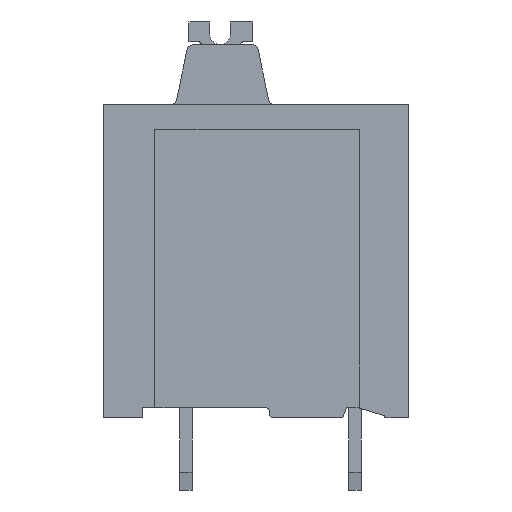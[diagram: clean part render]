
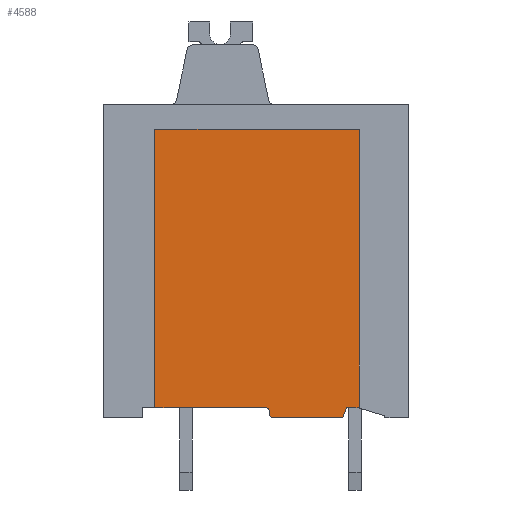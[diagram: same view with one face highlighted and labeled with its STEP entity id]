
A CAD part, left-side view. The second image highlights one B-rep face of the part: STEP entity #4588.
In plain terms, the highlighted planar face has unit normal (-1, 0, 0).
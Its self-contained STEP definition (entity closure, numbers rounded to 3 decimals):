
#774=AXIS2_PLACEMENT_3D('Circle Axis2P3D',#772,#773,$) ;
#817=AXIS2_PLACEMENT_3D('Circle Axis2P3D',#815,#816,$) ;
#4554=AXIS2_PLACEMENT_3D('Plane Axis2P3D',#4551,#4552,#4553) ;
#687=CARTESIAN_POINT('Vertex',(1.1,3.,4.)) ;
#694=CARTESIAN_POINT('Vertex',(1.1,2.5,4.)) ;
#697=CARTESIAN_POINT('Line Origine',(1.1,2.75,4.)) ;
#719=CARTESIAN_POINT('Vertex',(1.1,3.2,3.5)) ;
#722=CARTESIAN_POINT('Line Origine',(1.1,3.1,3.75)) ;
#744=CARTESIAN_POINT('Vertex',(1.1,6.55,3.5)) ;
#747=CARTESIAN_POINT('Line Origine',(1.1,4.875,3.5)) ;
#769=CARTESIAN_POINT('Vertex',(1.1,6.75,3.7)) ;
#772=CARTESIAN_POINT('Axis2P3D Location',(1.1,6.55,3.7)) ;
#794=CARTESIAN_POINT('Vertex',(1.1,6.75,3.8)) ;
#797=CARTESIAN_POINT('Line Origine',(1.1,6.75,3.75)) ;
#815=CARTESIAN_POINT('Axis2P3D Location',(1.1,6.95,3.8)) ;
#819=CARTESIAN_POINT('Vertex',(1.1,6.95,4.)) ;
#849=CARTESIAN_POINT('Line Origine',(1.1,9.625,4.)) ;
#853=CARTESIAN_POINT('Vertex',(1.1,12.3,4.)) ;
#4043=CARTESIAN_POINT('Vertex',(1.1,2.4,3.97)) ;
#4046=CARTESIAN_POINT('Line Origine',(1.1,2.45,3.985)) ;
#4551=CARTESIAN_POINT('Axis2P3D Location',(1.1,2.4,0.)) ;
#4556=CARTESIAN_POINT('Line Origine',(1.1,2.4,10.735)) ;
#4560=CARTESIAN_POINT('Vertex',(1.1,2.4,17.5)) ;
#4563=CARTESIAN_POINT('Line Origine',(1.1,7.35,17.5)) ;
#4567=CARTESIAN_POINT('Vertex',(1.1,12.3,17.5)) ;
#4570=CARTESIAN_POINT('Line Origine',(1.1,12.3,10.75)) ;
#698=DIRECTION('Vector Direction',(0.,1.,0.)) ;
#723=DIRECTION('Vector Direction',(0.,0.371,-0.928)) ;
#748=DIRECTION('Vector Direction',(0.,1.,0.)) ;
#773=DIRECTION('Axis2P3D Direction',(-1.,0.,0.)) ;
#798=DIRECTION('Vector Direction',(0.,0.,1.)) ;
#816=DIRECTION('Axis2P3D Direction',(-1.,0.,0.)) ;
#850=DIRECTION('Vector Direction',(0.,1.,0.)) ;
#4047=DIRECTION('Vector Direction',(0.,-0.959,-0.284)) ;
#4552=DIRECTION('Axis2P3D Direction',(1.,0.,0.)) ;
#4553=DIRECTION('Axis2P3D XDirection',(0.,1.,0.)) ;
#4557=DIRECTION('Vector Direction',(0.,0.,1.)) ;
#4564=DIRECTION('Vector Direction',(0.,1.,0.)) ;
#4571=DIRECTION('Vector Direction',(0.,0.,1.)) ;
#699=VECTOR('Line Direction',#698,1.) ;
#724=VECTOR('Line Direction',#723,1.) ;
#749=VECTOR('Line Direction',#748,1.) ;
#799=VECTOR('Line Direction',#798,1.) ;
#851=VECTOR('Line Direction',#850,1.) ;
#4048=VECTOR('Line Direction',#4047,1.) ;
#4558=VECTOR('Line Direction',#4557,1.) ;
#4565=VECTOR('Line Direction',#4564,1.) ;
#4572=VECTOR('Line Direction',#4571,1.) ;
#4576=ORIENTED_EDGE('',*,*,#855,.F.) ;
#4577=ORIENTED_EDGE('',*,*,#821,.T.) ;
#4578=ORIENTED_EDGE('',*,*,#801,.F.) ;
#4579=ORIENTED_EDGE('',*,*,#776,.F.) ;
#4580=ORIENTED_EDGE('',*,*,#751,.F.) ;
#4581=ORIENTED_EDGE('',*,*,#726,.F.) ;
#4582=ORIENTED_EDGE('',*,*,#701,.F.) ;
#4583=ORIENTED_EDGE('',*,*,#4050,.T.) ;
#4584=ORIENTED_EDGE('',*,*,#4562,.T.) ;
#4585=ORIENTED_EDGE('',*,*,#4569,.T.) ;
#4586=ORIENTED_EDGE('',*,*,#4574,.F.) ;
#4588=ADVANCED_FACE('_LMF 5.00/20/180  3.5SN OR BX 1330380000',(#4587),#4555,.F.) ;
#775=CIRCLE('generated circle',#774,0.2) ;
#818=CIRCLE('generated circle',#817,0.2) ;
#701=EDGE_CURVE('',#695,#688,#700,.T.) ;
#726=EDGE_CURVE('',#688,#720,#725,.T.) ;
#751=EDGE_CURVE('',#720,#745,#750,.T.) ;
#776=EDGE_CURVE('',#745,#770,#775,.F.) ;
#801=EDGE_CURVE('',#770,#795,#800,.T.) ;
#821=EDGE_CURVE('',#820,#795,#818,.F.) ;
#855=EDGE_CURVE('',#820,#854,#852,.T.) ;
#4050=EDGE_CURVE('',#695,#4044,#4049,.T.) ;
#4562=EDGE_CURVE('',#4044,#4561,#4559,.T.) ;
#4569=EDGE_CURVE('',#4561,#4568,#4566,.T.) ;
#4574=EDGE_CURVE('',#854,#4568,#4573,.T.) ;
#4575=EDGE_LOOP('',(#4576,#4577,#4578,#4579,#4580,#4581,#4582,#4583,#4584,#4585,#4586)) ;
#4587=FACE_OUTER_BOUND('',#4575,.T.) ;
#700=LINE('Line',#697,#699) ;
#725=LINE('Line',#722,#724) ;
#750=LINE('Line',#747,#749) ;
#800=LINE('Line',#797,#799) ;
#852=LINE('Line',#849,#851) ;
#4049=LINE('Line',#4046,#4048) ;
#4559=LINE('Line',#4556,#4558) ;
#4566=LINE('Line',#4563,#4565) ;
#4573=LINE('Line',#4570,#4572) ;
#4555=PLANE('',#4554) ;
#688=VERTEX_POINT('',#687) ;
#695=VERTEX_POINT('',#694) ;
#720=VERTEX_POINT('',#719) ;
#745=VERTEX_POINT('',#744) ;
#770=VERTEX_POINT('',#769) ;
#795=VERTEX_POINT('',#794) ;
#820=VERTEX_POINT('',#819) ;
#854=VERTEX_POINT('',#853) ;
#4044=VERTEX_POINT('',#4043) ;
#4561=VERTEX_POINT('',#4560) ;
#4568=VERTEX_POINT('',#4567) ;
